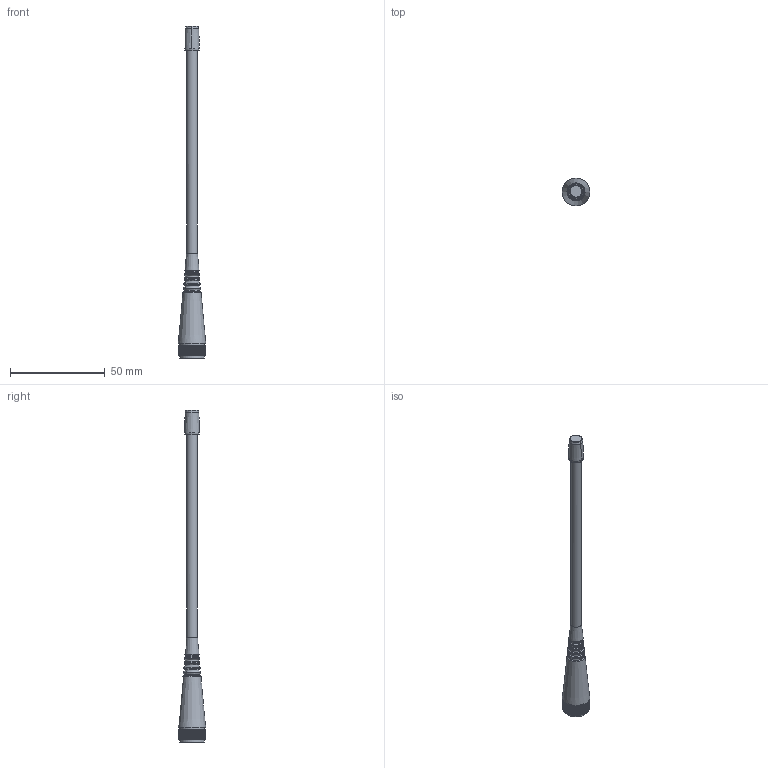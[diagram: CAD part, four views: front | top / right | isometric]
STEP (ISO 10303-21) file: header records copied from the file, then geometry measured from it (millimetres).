
FILE_DESCRIPTION (( 'STEP AP214' ), '1' );
FILE_NAME ('TI.43.A111_Web.STEP', '2025-05-12T07:10:10', ( '' ), ( '' ), 'SwSTEP 2.0', 'SolidWorks 2024', '' );
FILE_SCHEMA (( 'AUTOMOTIVE_DESIGN' ));
Length unit declared in the file: millimetre
Products named in the file (1): TI.43.A111_Web
Bounding box: 14.5 x 14.5 x 175.3 mm (x, y, z)
Surface area: 5389.8 mm2 (no closed solid volume)
Topology: 0 solids, 9 shells, 327 faces, 997 edges, 662 vertices
Faces by surface type: plane 210, cylinder 81, cone 20, torus 14, bspline 1, sphere 1
Full cylindrical faces by diameter (mm): 1 x1, 5.8 x1, 9.9 x4, 13 x2
Entity records: 15727 total; most frequent: CARTESIAN_POINT 3457, ORIENTED_EDGE 1797, DIRECTION 1746, EDGE_CURVE 945, VECTOR 730, LINE 730, VERTEX_POINT 643, AXIS2_PLACEMENT_3D 508
